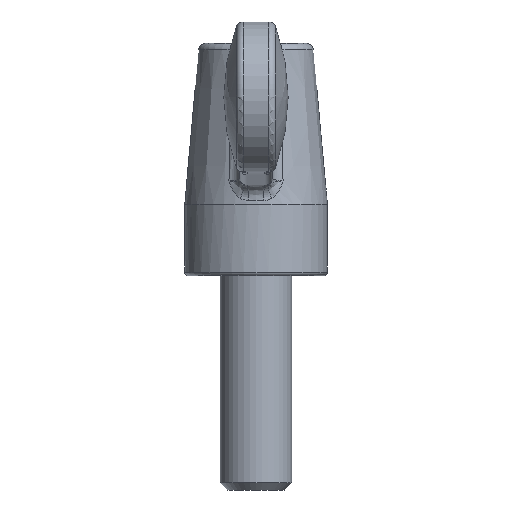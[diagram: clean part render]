
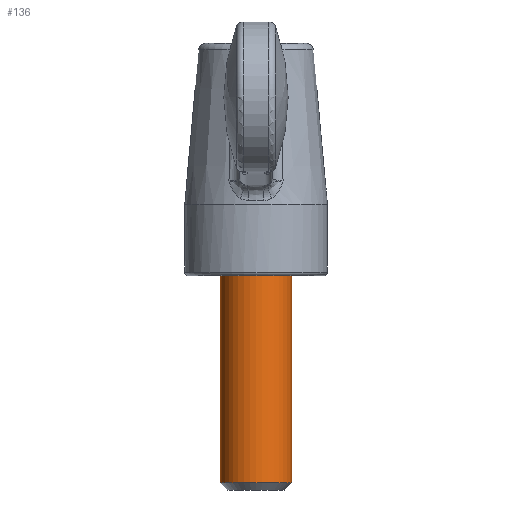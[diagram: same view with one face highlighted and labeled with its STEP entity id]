
A CAD part, front view. The second image highlights one B-rep face of the part: STEP entity #136.
In plain terms, the highlighted cylindrical face has radius 5 mm (diameter 10 mm), a full revolution.
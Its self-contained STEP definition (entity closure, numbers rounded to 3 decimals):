
#136 = ADVANCED_FACE( '', ( #357, #358 ), #359, .T. );
#357 = FACE_OUTER_BOUND( '', #892, .T. );
#358 = FACE_OUTER_BOUND( '', #893, .T. );
#359 = CYLINDRICAL_SURFACE( '', #894, 5. );
#892 = EDGE_LOOP( '', ( #4752 ) );
#893 = EDGE_LOOP( '', ( #4753 ) );
#894 = AXIS2_PLACEMENT_3D( '', #4754, #4755, #4756 );
#4752 = ORIENTED_EDGE( '', *, *, #5429, .T. );
#4753 = ORIENTED_EDGE( '', *, *, #5430, .F. );
#4754 = CARTESIAN_POINT( '', ( 0., 0., 27.15 ) );
#4755 = DIRECTION( '', ( 0., 0., -1. ) );
#4756 = DIRECTION( '', ( 1., 0., 0. ) );
#5429 = EDGE_CURVE( '', #5765, #5765, #5766, .T. );
#5430 = EDGE_CURVE( '', #5767, #5767, #5768, .T. );
#5765 = VERTEX_POINT( '', #6420 );
#5766 = CIRCLE( '', #6421, 5. );
#5767 = VERTEX_POINT( '', #6422 );
#5768 = CIRCLE( '', #6423, 5. );
#6420 = CARTESIAN_POINT( '', ( 5., 0., -29. ) );
#6421 = AXIS2_PLACEMENT_3D( '', #8550, #8551, #8552 );
#6422 = CARTESIAN_POINT( '', ( 5., 0., 0. ) );
#6423 = AXIS2_PLACEMENT_3D( '', #8553, #8554, #8555 );
#8550 = CARTESIAN_POINT( '', ( 0., 0., -29. ) );
#8551 = DIRECTION( '', ( 0., 0., 1. ) );
#8552 = DIRECTION( '', ( 1., 0., 0. ) );
#8553 = CARTESIAN_POINT( '', ( 0., 0., 0. ) );
#8554 = DIRECTION( '', ( 0., 0., 1. ) );
#8555 = DIRECTION( '', ( 1., 0., 0. ) );
